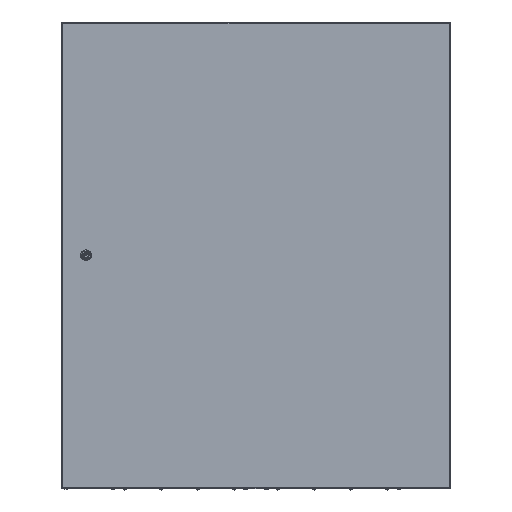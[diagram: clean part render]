
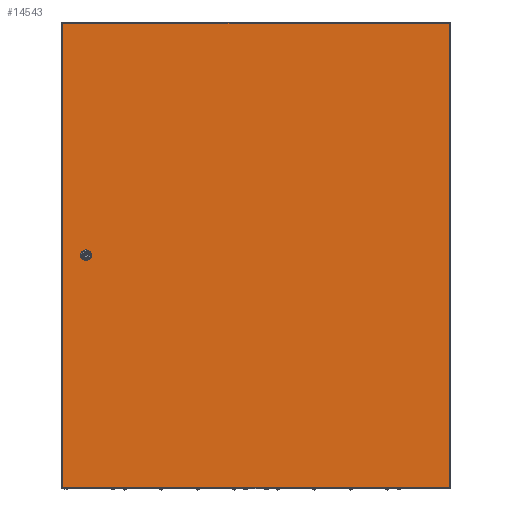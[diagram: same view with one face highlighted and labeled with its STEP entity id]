
A CAD part, top view. The second image highlights one B-rep face of the part: STEP entity #14543.
In plain terms, the highlighted planar face has unit normal (0, 0, 1).
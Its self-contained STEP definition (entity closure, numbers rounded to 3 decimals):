
#110 = VERTEX_POINT ( 'NONE', #33321 ) ;
#2014 = CARTESIAN_POINT ( 'NONE',  ( 52.82, 605.056, 17.5 ) ) ;
#2625 = VECTOR ( 'NONE', #52352, 1000. ) ;
#3018 = VERTEX_POINT ( 'NONE', #16443 ) ;
#3530 = DIRECTION ( 'NONE',  ( 1., 0., 0. ) ) ;
#4497 = DIRECTION ( 'NONE',  ( 0., -1., 0. ) ) ;
#4688 = CARTESIAN_POINT ( 'NONE',  ( 72.92, 594.944, 17.5 ) ) ;
#6735 = DIRECTION ( 'NONE',  ( 1., 0., 0. ) ) ;
#7644 = VECTOR ( 'NONE', #36828, 1000. ) ;
#7919 = DIRECTION ( 'NONE',  ( 1., 0., 0. ) ) ;
#8335 = DIRECTION ( 'NONE',  ( 0., 1., 0. ) ) ;
#8346 = EDGE_LOOP ( 'NONE', ( #82919, #67965, #63622, #14678 ) ) ;
#8684 = CARTESIAN_POINT ( 'NONE',  ( 997.37, 1197., 17.5 ) ) ;
#9228 = FACE_OUTER_BOUND ( 'NONE', #8346, .T. ) ;
#10021 = EDGE_CURVE ( 'NONE', #71445, #38637, #28777, .T. ) ;
#10855 = VECTOR ( 'NONE', #8335, 1000. ) ;
#11894 = EDGE_LOOP ( 'NONE', ( #72650, #13622, #38799, #20558, #72895, #43218, #84084, #11981 ) ) ;
#11981 = ORIENTED_EDGE ( 'NONE', *, *, #10021, .F. ) ;
#13305 = EDGE_CURVE ( 'NONE', #83433, #80475, #68554, .T. ) ;
#13622 = ORIENTED_EDGE ( 'NONE', *, *, #17750, .F. ) ;
#14314 = CARTESIAN_POINT ( 'NONE',  ( 72.92, 594.944, 17.5 ) ) ;
#14543 = ADVANCED_FACE ( 'NONE', ( #22824, #9228 ), #76441, .T. ) ;
#14678 = ORIENTED_EDGE ( 'NONE', *, *, #50232, .T. ) ;
#16443 = CARTESIAN_POINT ( 'NONE',  ( 52.82, 594.944, 17.5 ) ) ;
#16614 = DIRECTION ( 'NONE',  ( 1., 0., 0. ) ) ;
#17750 = EDGE_CURVE ( 'NONE', #34810, #110, #64950, .T. ) ;
#20558 = ORIENTED_EDGE ( 'NONE', *, *, #81017, .F. ) ;
#20941 = DIRECTION ( 'NONE',  ( 1., 0., 0. ) ) ;
#22824 = FACE_BOUND ( 'NONE', #11894, .T. ) ;
#26519 = LINE ( 'NONE', #66527, #76687 ) ;
#26886 = DIRECTION ( 'NONE',  ( 0., 0., 1. ) ) ;
#27077 = DIRECTION ( 'NONE',  ( -1., 0., 0. ) ) ;
#27340 = CIRCLE ( 'NONE', #35718, 11.25 ) ;
#27674 = CARTESIAN_POINT ( 'NONE',  ( 997.37, 1197., 17.5 ) ) ;
#27869 = VECTOR ( 'NONE', #65482, 1000. ) ;
#28653 = VECTOR ( 'NONE', #16614, 1000. ) ;
#28777 = LINE ( 'NONE', #60545, #39981 ) ;
#30000 = CARTESIAN_POINT ( 'NONE',  ( 2.87, 1197., 17.5 ) ) ;
#30181 = AXIS2_PLACEMENT_3D ( 'NONE', #68169, #26886, #53718 ) ;
#30680 = LINE ( 'NONE', #44766, #28653 ) ;
#31360 = CARTESIAN_POINT ( 'NONE',  ( 62.87, 600., 17.5 ) ) ;
#31753 = CARTESIAN_POINT ( 'NONE',  ( 52.82, 594.944, 17.5 ) ) ;
#32139 = VERTEX_POINT ( 'NONE', #2014 ) ;
#33321 = CARTESIAN_POINT ( 'NONE',  ( 72.92, 605.056, 17.5 ) ) ;
#34245 = CIRCLE ( 'NONE', #80577, 11.25 ) ;
#34810 = VERTEX_POINT ( 'NONE', #14314 ) ;
#35072 = EDGE_CURVE ( 'NONE', #110, #71445, #77615, .T. ) ;
#35718 = AXIS2_PLACEMENT_3D ( 'NONE', #60112, #40735, #20941 ) ;
#36463 = CARTESIAN_POINT ( 'NONE',  ( 0., 0., 17.5 ) ) ;
#36828 = DIRECTION ( 'NONE',  ( 0., 1., 0. ) ) ;
#37734 = CARTESIAN_POINT ( 'NONE',  ( 67.926, 589.95, 17.5 ) ) ;
#37836 = CARTESIAN_POINT ( 'NONE',  ( 62.87, 600., 17.5 ) ) ;
#37982 = DIRECTION ( 'NONE',  ( 1., 0., 0. ) ) ;
#38637 = VERTEX_POINT ( 'NONE', #39518 ) ;
#38799 = ORIENTED_EDGE ( 'NONE', *, *, #72090, .F. ) ;
#39518 = CARTESIAN_POINT ( 'NONE',  ( 57.814, 610.05, 17.5 ) ) ;
#39981 = VECTOR ( 'NONE', #27077, 1000. ) ;
#40735 = DIRECTION ( 'NONE',  ( 0., 0., 1. ) ) ;
#40983 = EDGE_CURVE ( 'NONE', #38637, #32139, #27340, .T. ) ;
#42507 = AXIS2_PLACEMENT_3D ( 'NONE', #31360, #85916, #37982 ) ;
#43218 = ORIENTED_EDGE ( 'NONE', *, *, #79770, .F. ) ;
#44766 = CARTESIAN_POINT ( 'NONE',  ( 2.87, 3., 17.5 ) ) ;
#46391 = CARTESIAN_POINT ( 'NONE',  ( 57.814, 589.95, 17.5 ) ) ;
#50232 = EDGE_CURVE ( 'NONE', #80475, #85119, #53215, .T. ) ;
#51772 = AXIS2_PLACEMENT_3D ( 'NONE', #36463, #82642, #7919 ) ;
#52352 = DIRECTION ( 'NONE',  ( -1., 0., 0. ) ) ;
#52959 = VERTEX_POINT ( 'NONE', #46391 ) ;
#53215 = LINE ( 'NONE', #85317, #2625 ) ;
#53618 = CARTESIAN_POINT ( 'NONE',  ( 2.87, 1197., 17.5 ) ) ;
#53718 = DIRECTION ( 'NONE',  ( 1., 0., 0. ) ) ;
#56743 = DIRECTION ( 'NONE',  ( 0., 0., 1. ) ) ;
#57801 = CARTESIAN_POINT ( 'NONE',  ( 67.926, 610.05, 17.5 ) ) ;
#60112 = CARTESIAN_POINT ( 'NONE',  ( 62.87, 600., 17.5 ) ) ;
#60545 = CARTESIAN_POINT ( 'NONE',  ( 67.926, 610.05, 17.5 ) ) ;
#60664 = LINE ( 'NONE', #53618, #27869 ) ;
#61704 = CARTESIAN_POINT ( 'NONE',  ( 997.37, 3., 17.5 ) ) ;
#63622 = ORIENTED_EDGE ( 'NONE', *, *, #13305, .T. ) ;
#64226 = VERTEX_POINT ( 'NONE', #37734 ) ;
#64332 = VERTEX_POINT ( 'NONE', #71009 ) ;
#64755 = LINE ( 'NONE', #31753, #71128 ) ;
#64950 = LINE ( 'NONE', #4688, #7644 ) ;
#65482 = DIRECTION ( 'NONE',  ( 0., -1., 0. ) ) ;
#66503 = EDGE_CURVE ( 'NONE', #3018, #52959, #34245, .T. ) ;
#66527 = CARTESIAN_POINT ( 'NONE',  ( 67.926, 589.95, 17.5 ) ) ;
#67026 = EDGE_CURVE ( 'NONE', #64332, #83433, #30680, .T. ) ;
#67965 = ORIENTED_EDGE ( 'NONE', *, *, #67026, .T. ) ;
#68105 = CIRCLE ( 'NONE', #30181, 11.25 ) ;
#68169 = CARTESIAN_POINT ( 'NONE',  ( 62.87, 600., 17.5 ) ) ;
#68554 = LINE ( 'NONE', #27674, #10855 ) ;
#71009 = CARTESIAN_POINT ( 'NONE',  ( 2.87, 3., 17.5 ) ) ;
#71128 = VECTOR ( 'NONE', #4497, 1000. ) ;
#71445 = VERTEX_POINT ( 'NONE', #57801 ) ;
#72090 = EDGE_CURVE ( 'NONE', #64226, #34810, #68105, .T. ) ;
#72650 = ORIENTED_EDGE ( 'NONE', *, *, #35072, .F. ) ;
#72895 = ORIENTED_EDGE ( 'NONE', *, *, #66503, .F. ) ;
#74207 = EDGE_CURVE ( 'NONE', #85119, #64332, #60664, .T. ) ;
#76441 = PLANE ( 'NONE',  #51772 ) ;
#76687 = VECTOR ( 'NONE', #6735, 1000. ) ;
#77615 = CIRCLE ( 'NONE', #42507, 11.25 ) ;
#79770 = EDGE_CURVE ( 'NONE', #32139, #3018, #64755, .T. ) ;
#80475 = VERTEX_POINT ( 'NONE', #8684 ) ;
#80577 = AXIS2_PLACEMENT_3D ( 'NONE', #37836, #56743, #3530 ) ;
#81017 = EDGE_CURVE ( 'NONE', #52959, #64226, #26519, .T. ) ;
#82642 = DIRECTION ( 'NONE',  ( 0., 0., 1. ) ) ;
#82919 = ORIENTED_EDGE ( 'NONE', *, *, #74207, .T. ) ;
#83433 = VERTEX_POINT ( 'NONE', #61704 ) ;
#84084 = ORIENTED_EDGE ( 'NONE', *, *, #40983, .F. ) ;
#85119 = VERTEX_POINT ( 'NONE', #30000 ) ;
#85317 = CARTESIAN_POINT ( 'NONE',  ( 2.87, 1197., 17.5 ) ) ;
#85916 = DIRECTION ( 'NONE',  ( 0., 0., 1. ) ) ;
